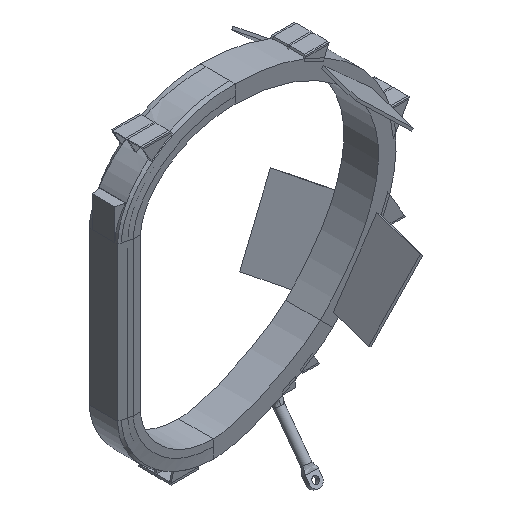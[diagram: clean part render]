
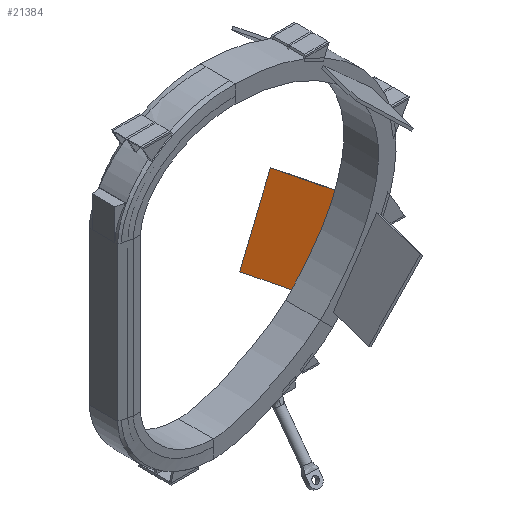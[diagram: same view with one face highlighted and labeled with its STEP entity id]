
A CAD part, isometric view. The second image highlights one B-rep face of the part: STEP entity #21384.
In plain terms, the highlighted planar face has unit normal (-0.81, -0.2, 0.551).
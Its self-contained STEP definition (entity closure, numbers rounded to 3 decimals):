
#2671 = PLANE('',#2672);
#2672 = AXIS2_PLACEMENT_3D('',#2673,#2674,#2675);
#2673 = CARTESIAN_POINT('',(15761.207,998.294,
    2772.345));
#2674 = DIRECTION('',(0.,-1.,0.));
#2675 = DIRECTION('',(-0.918,0.,-0.396
    ));
#12458 = VERTEX_POINT('',#12459);
#12459 = CARTESIAN_POINT('',(15560.864,998.294,
    -5612.256));
#12471 = PLANE('',#12472);
#12472 = AXIS2_PLACEMENT_3D('',#12473,#12474,#12475);
#12473 = CARTESIAN_POINT('',(15286.263,2363.911,
    -5654.467));
#12474 = DIRECTION('',(-0.557,-0.137,-0.819)
  );
#12475 = DIRECTION('',(-0.795,-0.196,0.574));
#12482 = EDGE_CURVE('',#12458,#12483,#12485,.T.);
#12483 = VERTEX_POINT('',#12484);
#12484 = CARTESIAN_POINT('',(18080.267,998.294,
    -1912.074));
#12485 = SURFACE_CURVE('',#12486,(#12489,#12495),.PCURVE_S1.);
#12486 = B_SPLINE_CURVE_WITH_KNOTS('',1,(#12487,#12488),.UNSPECIFIED.,
  .F.,.F.,(2,2),(0.,1.),.PIECEWISE_BEZIER_KNOTS.);
#12487 = CARTESIAN_POINT('',(15560.864,998.294,
    -5612.256));
#12488 = CARTESIAN_POINT('',(18080.267,998.294,
    -1912.074));
#12489 = PCURVE('',#2671,#12490);
#12490 = DEFINITIONAL_REPRESENTATION('',(#12491),#12494);
#12491 = B_SPLINE_CURVE_WITH_KNOTS('',1,(#12492,#12493),.UNSPECIFIED.,
  .F.,.F.,(2,2),(0.,1.),.PIECEWISE_BEZIER_KNOTS.);
#12492 = CARTESIAN_POINT('',(3507.165,7618.495));
#12493 = CARTESIAN_POINT('',(-272.462,5219.922));
#12494 = ( GEOMETRIC_REPRESENTATION_CONTEXT(2) 
PARAMETRIC_REPRESENTATION_CONTEXT() REPRESENTATION_CONTEXT('2D SPACE',''
  ) );
#12495 = PCURVE('',#12496,#12501);
#12496 = PLANE('',#12497);
#12497 = AXIS2_PLACEMENT_3D('',#12498,#12499,#12500);
#12498 = CARTESIAN_POINT('',(16448.647,2507.226,
    -3762.165));
#12499 = DIRECTION('',(-0.81,-0.2,0.551));
#12500 = DIRECTION('',(0.562,0.006,0.827));
#12501 = DEFINITIONAL_REPRESENTATION('',(#12502),#12505);
#12502 = B_SPLINE_CURVE_WITH_KNOTS('',1,(#12503,#12504),.UNSPECIFIED.,
  .F.,.F.,(2,2),(0.,1.),.PIECEWISE_BEZIER_KNOTS.);
#12503 = CARTESIAN_POINT('',(-2038.285,-1527.503));
#12504 = CARTESIAN_POINT('',(2438.096,-1554.859));
#12505 = ( GEOMETRIC_REPRESENTATION_CONTEXT(2) 
PARAMETRIC_REPRESENTATION_CONTEXT() REPRESENTATION_CONTEXT('2D SPACE',''
  ) );
#12521 = PLANE('',#12522);
#12522 = AXIS2_PLACEMENT_3D('',#12523,#12524,#12525);
#12523 = CARTESIAN_POINT('',(17731.361,2665.378,
    -1954.285));
#12524 = DIRECTION('',(0.557,0.137,0.819));
#12525 = DIRECTION('',(0.795,0.196,-0.574));
#21296 = EDGE_CURVE('',#12458,#21297,#21299,.T.);
#21297 = VERTEX_POINT('',#21298);
#21298 = CARTESIAN_POINT('',(14891.332,3714.693,
    -5612.256));
#21299 = SURFACE_CURVE('',#21300,(#21303,#21309),.PCURVE_S1.);
#21300 = B_SPLINE_CURVE_WITH_KNOTS('',1,(#21301,#21302),.UNSPECIFIED.,
  .F.,.F.,(2,2),(0.,2.828),.PIECEWISE_BEZIER_KNOTS.);
#21301 = CARTESIAN_POINT('',(15560.864,998.294,
    -5612.256));
#21302 = CARTESIAN_POINT('',(14891.332,3714.693,
    -5612.256));
#21303 = PCURVE('',#12471,#21304);
#21304 = DEFINITIONAL_REPRESENTATION('',(#21305),#21308);
#21305 = B_SPLINE_CURVE_WITH_KNOTS('',1,(#21306,#21307),.UNSPECIFIED.,
  .F.,.F.,(2,2),(0.,2.828),.PIECEWISE_BEZIER_KNOTS.);
#21306 = CARTESIAN_POINT('',(73.891,-1391.632));
#21307 = CARTESIAN_POINT('',(73.141,1406.063));
#21308 = ( GEOMETRIC_REPRESENTATION_CONTEXT(2) 
PARAMETRIC_REPRESENTATION_CONTEXT() REPRESENTATION_CONTEXT('2D SPACE',''
  ) );
#21309 = PCURVE('',#12496,#21310);
#21310 = DEFINITIONAL_REPRESENTATION('',(#21311),#21314);
#21311 = B_SPLINE_CURVE_WITH_KNOTS('',1,(#21312,#21313),.UNSPECIFIED.,
  .F.,.F.,(2,2),(0.,2.828),.PIECEWISE_BEZIER_KNOTS.);
#21312 = CARTESIAN_POINT('',(-2038.285,-1527.503));
#21313 = CARTESIAN_POINT('',(-2398.157,1246.95));
#21314 = ( GEOMETRIC_REPRESENTATION_CONTEXT(2) 
PARAMETRIC_REPRESENTATION_CONTEXT() REPRESENTATION_CONTEXT('2D SPACE',''
  ) );
#21330 = PLANE('',#21331);
#21331 = AXIS2_PLACEMENT_3D('',#21332,#21333,#21334);
#21332 = CARTESIAN_POINT('',(16135.065,4030.995,
    -3804.376));
#21333 = DIRECTION('',(-0.246,0.969,
    0.));
#21334 = DIRECTION('',(0.969,0.246,0.)
  );
#21384 = ADVANCED_FACE('',(#21385),#12496,.T.);
#21385 = FACE_BOUND('',#21386,.T.);
#21386 = EDGE_LOOP('',(#21387,#21388,#21389,#21409));
#21387 = ORIENTED_EDGE('',*,*,#21296,.F.);
#21388 = ORIENTED_EDGE('',*,*,#12482,.T.);
#21389 = ORIENTED_EDGE('',*,*,#21390,.T.);
#21390 = EDGE_CURVE('',#12483,#21391,#21393,.T.);
#21391 = VERTEX_POINT('',#21392);
#21392 = CARTESIAN_POINT('',(17262.125,4317.625,
    -1912.074));
#21393 = SURFACE_CURVE('',#21394,(#21397,#21403),.PCURVE_S1.);
#21394 = B_SPLINE_CURVE_WITH_KNOTS('',1,(#21395,#21396),.UNSPECIFIED.,
  .F.,.F.,(2,2),(0.,2.828),.PIECEWISE_BEZIER_KNOTS.);
#21395 = CARTESIAN_POINT('',(18080.267,998.294,
    -1912.074));
#21396 = CARTESIAN_POINT('',(17262.125,4317.625,
    -1912.074));
#21397 = PCURVE('',#12496,#21398);
#21398 = DEFINITIONAL_REPRESENTATION('',(#21399),#21402);
#21399 = B_SPLINE_CURVE_WITH_KNOTS('',1,(#21400,#21401),.UNSPECIFIED.,
  .F.,.F.,(2,2),(0.,2.828),.PIECEWISE_BEZIER_KNOTS.);
#21400 = CARTESIAN_POINT('',(2438.096,-1554.859));
#21401 = CARTESIAN_POINT('',(1998.347,1835.412));
#21402 = ( GEOMETRIC_REPRESENTATION_CONTEXT(2) 
PARAMETRIC_REPRESENTATION_CONTEXT() REPRESENTATION_CONTEXT('2D SPACE',''
  ) );
#21403 = PCURVE('',#12521,#21404);
#21404 = DEFINITIONAL_REPRESENTATION('',(#21405),#21408);
#21405 = B_SPLINE_CURVE_WITH_KNOTS('',1,(#21406,#21407),.UNSPECIFIED.,
  .F.,.F.,(2,2),(0.,2.828),.PIECEWISE_BEZIER_KNOTS.);
#21406 = CARTESIAN_POINT('',(-73.824,-1702.127));
#21407 = CARTESIAN_POINT('',(-73.209,1716.545));
#21408 = ( GEOMETRIC_REPRESENTATION_CONTEXT(2) 
PARAMETRIC_REPRESENTATION_CONTEXT() REPRESENTATION_CONTEXT('2D SPACE',''
  ) );
#21409 = ORIENTED_EDGE('',*,*,#21410,.F.);
#21410 = EDGE_CURVE('',#21297,#21391,#21411,.T.);
#21411 = SURFACE_CURVE('',#21412,(#21415,#21421),.PCURVE_S1.);
#21412 = B_SPLINE_CURVE_WITH_KNOTS('',1,(#21413,#21414),.UNSPECIFIED.,
  .F.,.F.,(2,2),(0.,1.),.PIECEWISE_BEZIER_KNOTS.);
#21413 = CARTESIAN_POINT('',(14891.332,3714.693,
    -5612.256));
#21414 = CARTESIAN_POINT('',(17262.125,4317.625,
    -1912.074));
#21415 = PCURVE('',#12496,#21416);
#21416 = DEFINITIONAL_REPRESENTATION('',(#21417),#21420);
#21417 = B_SPLINE_CURVE_WITH_KNOTS('',1,(#21418,#21419),.UNSPECIFIED.,
  .F.,.F.,(2,2),(0.,1.),.PIECEWISE_BEZIER_KNOTS.);
#21418 = CARTESIAN_POINT('',(-2398.157,1246.95));
#21419 = CARTESIAN_POINT('',(1998.347,1835.412));
#21420 = ( GEOMETRIC_REPRESENTATION_CONTEXT(2) 
PARAMETRIC_REPRESENTATION_CONTEXT() REPRESENTATION_CONTEXT('2D SPACE',''
  ) );
#21421 = PCURVE('',#21330,#21422);
#21422 = DEFINITIONAL_REPRESENTATION('',(#21423),#21426);
#21423 = B_SPLINE_CURVE_WITH_KNOTS('',1,(#21424,#21425),.UNSPECIFIED.,
  .F.,.F.,(2,2),(0.,1.),.PIECEWISE_BEZIER_KNOTS.);
#21424 = CARTESIAN_POINT('',(-1283.324,1807.88));
#21425 = CARTESIAN_POINT('',(1162.936,-1892.302));
#21426 = ( GEOMETRIC_REPRESENTATION_CONTEXT(2) 
PARAMETRIC_REPRESENTATION_CONTEXT() REPRESENTATION_CONTEXT('2D SPACE',''
  ) );
